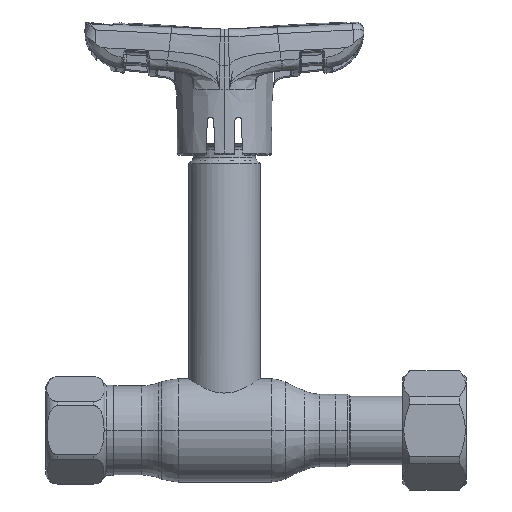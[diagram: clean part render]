
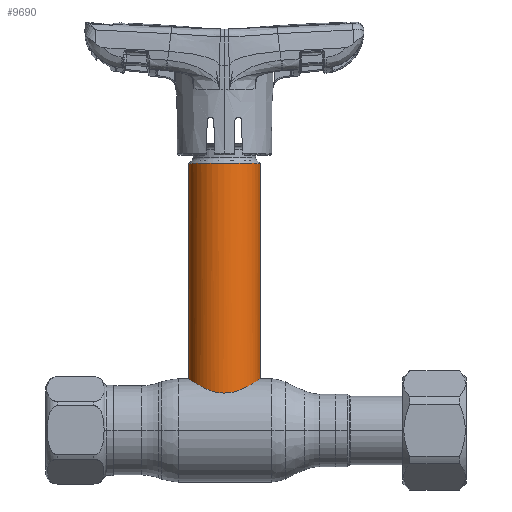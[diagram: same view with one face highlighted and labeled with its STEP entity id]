
A CAD part, top view. The second image highlights one B-rep face of the part: STEP entity #9690.
In plain terms, the highlighted cylindrical face has radius 9 mm (diameter 18 mm), a partial arc.
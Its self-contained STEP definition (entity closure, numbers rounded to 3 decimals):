
#92 = VECTOR ( 'NONE', #32200, 1000. ) ;
#277 = B_SPLINE_CURVE_WITH_KNOTS ( 'NONE', 3,
 ( #39854, #17518, #35183, #56827, #53280, #30169, #13114, #48901, #12545, #48029, #16658, #34602, #12829, #52418, #30472, #21362, #31042, #57122, #12270, #7818, #25767, #43666, #8690, #26614, #16943, #34896, #5166, #45385, #41012, #27780, #10171, #9879, #13677, #49786, #36334, #40714, #723, #58001, #23116, #4574, #9570, #49494, #28063, #22531, #53856, #45680, #54443, #53574 ),
 .UNSPECIFIED., .F., .F.,
 ( 4, 2, 2, 2, 2, 2, 2, 2, 2, 2, 2, 2, 2, 2, 2, 2, 2, 2, 2, 2, 2, 2, 2, 4 ),
 ( 0.029, 0.03, 0.031, 0.033, 0.034, 0.035, 0.036, 0.036, 0.038, 0.039, 0.04, 0.041, 0.042, 0.044, 0.045, 0.046, 0.047, 0.047, 0.049, 0.051, 0.053, 0.055, 0.057, 0.058 ),
 .UNSPECIFIED. ) ;
#723 = CARTESIAN_POINT ( 'NONE',  ( 4.557, 10.421, 7.782 ) ) ;
#2732 = DIRECTION ( 'NONE',  ( 0., -1., 0. ) ) ;
#3081 = VECTOR ( 'NONE', #14309, 1000. ) ;
#4574 = CARTESIAN_POINT ( 'NONE',  ( 6.75, 11.552, 5.98 ) ) ;
#4629 = CARTESIAN_POINT ( 'NONE',  ( -9., 0., 0. ) ) ;
#5166 = CARTESIAN_POINT ( 'NONE',  ( -0.61, 9.38, 9. ) ) ;
#7818 = CARTESIAN_POINT ( 'NONE',  ( -4.03, 10.207, 8.052 ) ) ;
#8690 = CARTESIAN_POINT ( 'NONE',  ( -2.961, 9.833, 8.504 ) ) ;
#9570 = CARTESIAN_POINT ( 'NONE',  ( 7.121, 11.775, 5.534 ) ) ;
#9690 = ADVANCED_FACE ( 'NONE', ( #47662 ), #19535, .T. ) ;
#9879 = CARTESIAN_POINT ( 'NONE',  ( 2.118, 9.613, 8.752 ) ) ;
#9895 = LINE ( 'NONE', #54460, #92 ) ;
#10171 = CARTESIAN_POINT ( 'NONE',  ( 1.528, 9.5, 8.874 ) ) ;
#11878 = CARTESIAN_POINT ( 'NONE',  ( 0., 0., 0. ) ) ;
#12270 = CARTESIAN_POINT ( 'NONE',  ( -4.538, 10.418, 7.778 ) ) ;
#12545 = CARTESIAN_POINT ( 'NONE',  ( -8.031, 12.348, 4.073 ) ) ;
#12829 = CARTESIAN_POINT ( 'NONE',  ( -7.099, 11.764, 5.539 ) ) ;
#13114 = CARTESIAN_POINT ( 'NONE',  ( -8.512, 12.666, 2.985 ) ) ;
#13677 = CARTESIAN_POINT ( 'NONE',  ( 2.411, 9.682, 8.676 ) ) ;
#14309 = DIRECTION ( 'NONE',  ( 0., -1., 0. ) ) ;
#14446 = VERTEX_POINT ( 'NONE', #53153 ) ;
#16458 = CARTESIAN_POINT ( 'NONE',  ( 9., 13., 0. ) ) ;
#16658 = CARTESIAN_POINT ( 'NONE',  ( -7.598, 12.071, 4.833 ) ) ;
#16943 = CARTESIAN_POINT ( 'NONE',  ( -2.103, 9.609, 8.756 ) ) ;
#17518 = CARTESIAN_POINT ( 'NONE',  ( -9., 13., 0.304 ) ) ;
#18157 = ORIENTED_EDGE ( 'NONE', *, *, #41064, .T. ) ;
#19491 = ORIENTED_EDGE ( 'NONE', *, *, #20913, .F. ) ;
#19535 = CYLINDRICAL_SURFACE ( 'NONE', #21682, 9. ) ;
#20913 = EDGE_CURVE ( 'NONE', #35116, #47837, #9895, .T. ) ;
#21362 = CARTESIAN_POINT ( 'NONE',  ( -5.931, 11.094, 6.793 ) ) ;
#21682 = AXIS2_PLACEMENT_3D ( 'NONE', #11878, #2732, #42152 ) ;
#22531 = CARTESIAN_POINT ( 'NONE',  ( 8.509, 12.664, 2.992 ) ) ;
#22582 = LINE ( 'NONE', #4629, #3081 ) ;
#23116 = CARTESIAN_POINT ( 'NONE',  ( 5.945, 11.101, 6.781 ) ) ;
#25767 = CARTESIAN_POINT ( 'NONE',  ( -3.77, 10.107, 8.177 ) ) ;
#26614 = CARTESIAN_POINT ( 'NONE',  ( -2.396, 9.678, 8.68 ) ) ;
#26966 = EDGE_CURVE ( 'NONE', #14446, #47837, #277, .T. ) ;
#27349 = CARTESIAN_POINT ( 'NONE',  ( -9., 67.169, 0. ) ) ;
#27780 = CARTESIAN_POINT ( 'NONE',  ( 1.229, 9.456, 8.921 ) ) ;
#28063 = CARTESIAN_POINT ( 'NONE',  ( 8.046, 12.358, 4.075 ) ) ;
#29058 = AXIS2_PLACEMENT_3D ( 'NONE', #29424, #43223, #38839 ) ;
#29424 = CARTESIAN_POINT ( 'NONE',  ( 0., 67.169, 0. ) ) ;
#30169 = CARTESIAN_POINT ( 'NONE',  ( -8.691, 12.788, 2.414 ) ) ;
#30472 = CARTESIAN_POINT ( 'NONE',  ( -6.537, 11.433, 6.193 ) ) ;
#31042 = CARTESIAN_POINT ( 'NONE',  ( -5.495, 10.864, 7.151 ) ) ;
#32200 = DIRECTION ( 'NONE',  ( 0., -1., 0. ) ) ;
#33122 = ORIENTED_EDGE ( 'NONE', *, *, #26966, .T. ) ;
#34602 = CARTESIAN_POINT ( 'NONE',  ( -7.273, 11.869, 5.31 ) ) ;
#34896 = CARTESIAN_POINT ( 'NONE',  ( -1.214, 9.441, 8.938 ) ) ;
#35116 = VERTEX_POINT ( 'NONE', #57790 ) ;
#35164 = ORIENTED_EDGE ( 'NONE', *, *, #37057, .T. ) ;
#35183 = CARTESIAN_POINT ( 'NONE',  ( -8.985, 12.989, 0.608 ) ) ;
#36334 = CARTESIAN_POINT ( 'NONE',  ( 3.252, 9.925, 8.397 ) ) ;
#37057 = EDGE_CURVE ( 'NONE', #35116, #56975, #39377, .T. ) ;
#38839 = DIRECTION ( 'NONE',  ( 1., 0., 0. ) ) ;
#39377 = CIRCLE ( 'NONE', #29058, 9. ) ;
#39854 = CARTESIAN_POINT ( 'NONE',  ( -9., 13., 0. ) ) ;
#40714 = CARTESIAN_POINT ( 'NONE',  ( 4.053, 10.207, 8.057 ) ) ;
#41012 = CARTESIAN_POINT ( 'NONE',  ( 0.624, 9.397, 8.983 ) ) ;
#41064 = EDGE_CURVE ( 'NONE', #56975, #14446, #22582, .T. ) ;
#42152 = DIRECTION ( 'NONE',  ( 1., 0., 0. ) ) ;
#43223 = DIRECTION ( 'NONE',  ( 0., -1., 0. ) ) ;
#43666 = CARTESIAN_POINT ( 'NONE',  ( -3.235, 9.92, 8.403 ) ) ;
#45385 = CARTESIAN_POINT ( 'NONE',  ( 0.315, 9.381, 9. ) ) ;
#45680 = CARTESIAN_POINT ( 'NONE',  ( 8.937, 12.956, 1.224 ) ) ;
#47662 = FACE_OUTER_BOUND ( 'NONE', #52798, .T. ) ;
#47837 = VERTEX_POINT ( 'NONE', #16458 ) ;
#48029 = CARTESIAN_POINT ( 'NONE',  ( -7.749, 12.167, 4.586 ) ) ;
#48901 = CARTESIAN_POINT ( 'NONE',  ( -8.161, 12.434, 3.806 ) ) ;
#49494 = CARTESIAN_POINT ( 'NONE',  ( 7.768, 12.177, 4.582 ) ) ;
#49786 = CARTESIAN_POINT ( 'NONE',  ( 2.978, 9.838, 8.498 ) ) ;
#52418 = CARTESIAN_POINT ( 'NONE',  ( -6.731, 11.545, 5.981 ) ) ;
#52798 = EDGE_LOOP ( 'NONE', ( #35164, #18157, #33122, #19491 ) ) ;
#53153 = CARTESIAN_POINT ( 'NONE',  ( -9., 13., 0. ) ) ;
#53280 = CARTESIAN_POINT ( 'NONE',  ( -8.876, 12.914, 1.521 ) ) ;
#53574 = CARTESIAN_POINT ( 'NONE',  ( 9., 13., 0. ) ) ;
#53856 = CARTESIAN_POINT ( 'NONE',  ( 8.693, 12.789, 2.408 ) ) ;
#54443 = CARTESIAN_POINT ( 'NONE',  ( 9., 13., 0.617 ) ) ;
#54460 = CARTESIAN_POINT ( 'NONE',  ( 9., 0., 0. ) ) ;
#56827 = CARTESIAN_POINT ( 'NONE',  ( -8.923, 12.947, 1.216 ) ) ;
#56975 = VERTEX_POINT ( 'NONE', #27349 ) ;
#57122 = CARTESIAN_POINT ( 'NONE',  ( -4.785, 10.529, 7.628 ) ) ;
#57790 = CARTESIAN_POINT ( 'NONE',  ( 9., 67.169, 0. ) ) ;
#58001 = CARTESIAN_POINT ( 'NONE',  ( 5.508, 10.87, 7.141 ) ) ;
